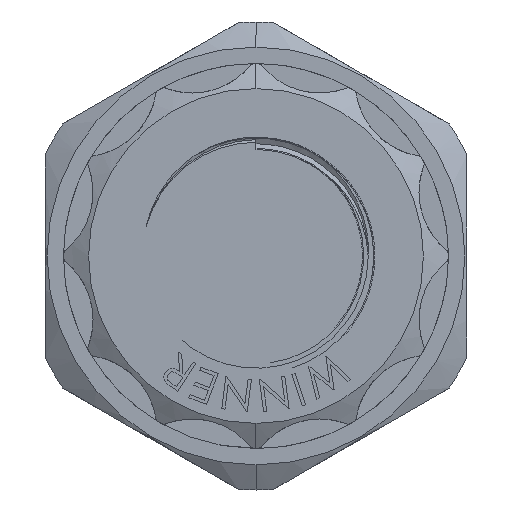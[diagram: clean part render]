
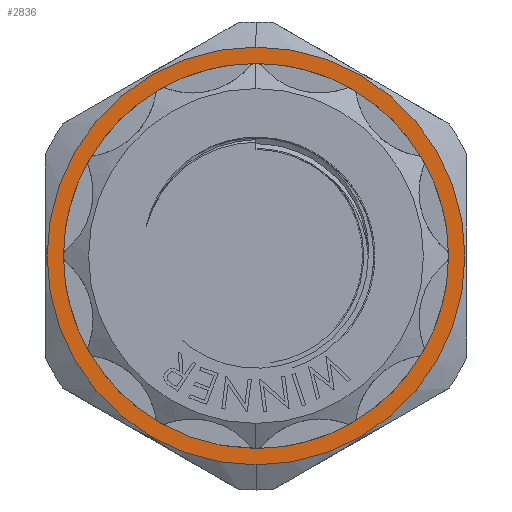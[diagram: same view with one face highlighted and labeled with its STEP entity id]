
A CAD part, left-side view. The second image highlights one B-rep face of the part: STEP entity #2836.
In plain terms, the highlighted planar face has unit normal (-1, 0, 0).
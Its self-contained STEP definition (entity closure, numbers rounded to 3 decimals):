
#381 = DIRECTION ( 'NONE',  ( -1., 0., 0. ) ) ;
#509 = VERTEX_POINT ( 'NONE', #12041 ) ;
#1002 = AXIS2_PLACEMENT_3D ( 'NONE', #7015, #10161, #9174 ) ;
#1136 = EDGE_CURVE ( 'NONE', #8072, #7057, #3711, .T. ) ;
#1271 = CIRCLE ( 'NONE', #1002, 13.375 ) ;
#1745 = ORIENTED_EDGE ( 'NONE', *, *, #5778, .F. ) ;
#1889 = AXIS2_PLACEMENT_3D ( 'NONE', #2410, #10210, #11368 ) ;
#1983 = ORIENTED_EDGE ( 'NONE', *, *, #1136, .T. ) ;
#2407 = EDGE_CURVE ( 'NONE', #7057, #8072, #10291, .T. ) ;
#2410 = CARTESIAN_POINT ( 'NONE',  ( 0., 0., 0. ) ) ;
#2836 = ADVANCED_FACE ( 'NONE', ( #12028, #5081 ), #7615, .T. ) ;
#3180 = DIRECTION ( 'NONE',  ( 0., 0., 1. ) ) ;
#3567 = CARTESIAN_POINT ( 'NONE',  ( 0., 0., 13.375 ) ) ;
#3711 = CIRCLE ( 'NONE', #13375, 15.85 ) ;
#4249 = EDGE_CURVE ( 'NONE', #509, #9659, #10965, .T. ) ;
#4295 = AXIS2_PLACEMENT_3D ( 'NONE', #7007, #381, #11443 ) ;
#5081 = FACE_OUTER_BOUND ( 'NONE', #10661, .T. ) ;
#5415 = DIRECTION ( 'NONE',  ( 0., 0., 1. ) ) ;
#5598 = CARTESIAN_POINT ( 'NONE',  ( 0., 0., 0. ) ) ;
#5778 = EDGE_CURVE ( 'NONE', #9659, #509, #1271, .T. ) ;
#6548 = ORIENTED_EDGE ( 'NONE', *, *, #4249, .F. ) ;
#7007 = CARTESIAN_POINT ( 'NONE',  ( 0., 0., 0. ) ) ;
#7015 = CARTESIAN_POINT ( 'NONE',  ( 0., 0., 0. ) ) ;
#7057 = VERTEX_POINT ( 'NONE', #12154 ) ;
#7615 = PLANE ( 'NONE',  #10136 ) ;
#7706 = CARTESIAN_POINT ( 'NONE',  ( 0., 0., 18.475 ) ) ;
#8072 = VERTEX_POINT ( 'NONE', #10505 ) ;
#9174 = DIRECTION ( 'NONE',  ( 0., 0., 1. ) ) ;
#9659 = VERTEX_POINT ( 'NONE', #3567 ) ;
#9919 = DIRECTION ( 'NONE',  ( -1., 0., 0. ) ) ;
#10136 = AXIS2_PLACEMENT_3D ( 'NONE', #7706, #9919, #3180 ) ;
#10161 = DIRECTION ( 'NONE',  ( -1., 0., 0. ) ) ;
#10210 = DIRECTION ( 'NONE',  ( -1., 0., 0. ) ) ;
#10291 = CIRCLE ( 'NONE', #1889, 15.85 ) ;
#10505 = CARTESIAN_POINT ( 'NONE',  ( 0., 0., 15.85 ) ) ;
#10661 = EDGE_LOOP ( 'NONE', ( #13509, #1983 ) ) ;
#10937 = DIRECTION ( 'NONE',  ( -1., 0., 0. ) ) ;
#10965 = CIRCLE ( 'NONE', #4295, 13.375 ) ;
#11368 = DIRECTION ( 'NONE',  ( 0., 0., 1. ) ) ;
#11443 = DIRECTION ( 'NONE',  ( 0., 0., 1. ) ) ;
#12028 = FACE_BOUND ( 'NONE', #13674, .T. ) ;
#12041 = CARTESIAN_POINT ( 'NONE',  ( 0., 0., -13.375 ) ) ;
#12154 = CARTESIAN_POINT ( 'NONE',  ( 0., 0., -15.85 ) ) ;
#13375 = AXIS2_PLACEMENT_3D ( 'NONE', #5598, #10937, #5415 ) ;
#13509 = ORIENTED_EDGE ( 'NONE', *, *, #2407, .T. ) ;
#13674 = EDGE_LOOP ( 'NONE', ( #1745, #6548 ) ) ;
